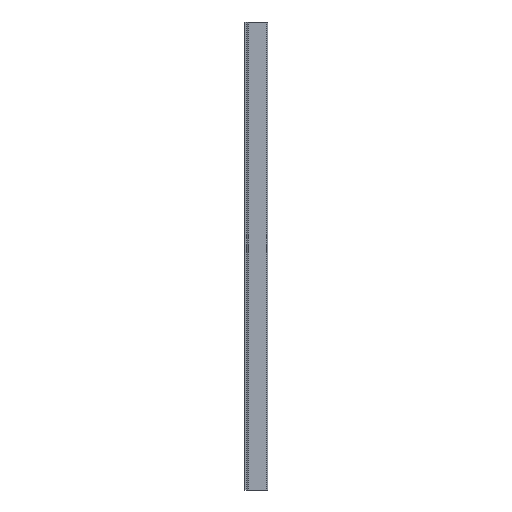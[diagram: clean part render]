
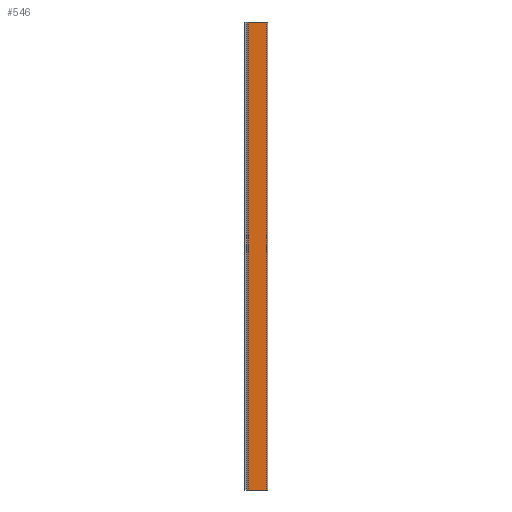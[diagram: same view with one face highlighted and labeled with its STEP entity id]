
A CAD part, left-side view. The second image highlights one B-rep face of the part: STEP entity #546.
In plain terms, the highlighted planar face has unit normal (-1, 0, 0).
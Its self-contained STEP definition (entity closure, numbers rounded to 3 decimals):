
#11 = LINE ( 'NONE', #1050, #710 ) ;
#119 = DIRECTION ( 'NONE',  ( 0., -1., 0. ) ) ;
#166 = CARTESIAN_POINT ( 'NONE',  ( -18.3, 77.675, 0. ) ) ;
#178 = DIRECTION ( 'NONE',  ( 0., 1., 0. ) ) ;
#327 = VERTEX_POINT ( 'NONE', #741 ) ;
#340 = VERTEX_POINT ( 'NONE', #2320 ) ;
#374 = CARTESIAN_POINT ( 'NONE',  ( -18.3, 77.675, 0. ) ) ;
#440 = CARTESIAN_POINT ( 'NONE',  ( -18.3, 35.6, 0. ) ) ;
#546 = ADVANCED_FACE ( 'NONE', ( #2828 ), #1869, .T. ) ;
#572 = VECTOR ( 'NONE', #1094, 1000. ) ;
#576 = VERTEX_POINT ( 'NONE', #2510 ) ;
#671 = DIRECTION ( 'NONE',  ( -1., 0., 0. ) ) ;
#710 = VECTOR ( 'NONE', #178, 1000. ) ;
#741 = CARTESIAN_POINT ( 'NONE',  ( -18.3, -1.5, 0. ) ) ;
#827 = DIRECTION ( 'NONE',  ( 0., 0., 1. ) ) ;
#969 = VECTOR ( 'NONE', #827, 1000. ) ;
#1046 = DIRECTION ( 'NONE',  ( 0., 0., 1. ) ) ;
#1050 = CARTESIAN_POINT ( 'NONE',  ( -18.3, 35.6, 0. ) ) ;
#1094 = DIRECTION ( 'NONE',  ( 0., 0., -1. ) ) ;
#1159 = ORIENTED_EDGE ( 'NONE', *, *, #1629, .T. ) ;
#1177 = LINE ( 'NONE', #166, #572 ) ;
#1255 = VERTEX_POINT ( 'NONE', #374 ) ;
#1262 = LINE ( 'NONE', #2469, #969 ) ;
#1578 = CARTESIAN_POINT ( 'NONE',  ( -18.3, 0., -2000. ) ) ;
#1629 = EDGE_CURVE ( 'NONE', #1255, #576, #1177, .T. ) ;
#1681 = EDGE_CURVE ( 'NONE', #327, #1255, #11, .T. ) ;
#1869 = PLANE ( 'NONE',  #1886 ) ;
#1886 = AXIS2_PLACEMENT_3D ( 'NONE', #440, #671, #1046 ) ;
#2211 = EDGE_LOOP ( 'NONE', ( #2324, #1159, #2919, #2247 ) ) ;
#2247 = ORIENTED_EDGE ( 'NONE', *, *, #2383, .T. ) ;
#2268 = EDGE_CURVE ( 'NONE', #576, #340, #2427, .T. ) ;
#2320 = CARTESIAN_POINT ( 'NONE',  ( -18.3, -1.5, -2000. ) ) ;
#2324 = ORIENTED_EDGE ( 'NONE', *, *, #1681, .T. ) ;
#2383 = EDGE_CURVE ( 'NONE', #340, #327, #1262, .T. ) ;
#2427 = LINE ( 'NONE', #1578, #2465 ) ;
#2465 = VECTOR ( 'NONE', #119, 1000. ) ;
#2469 = CARTESIAN_POINT ( 'NONE',  ( -18.3, -1.5, 0. ) ) ;
#2510 = CARTESIAN_POINT ( 'NONE',  ( -18.3, 77.675, -2000. ) ) ;
#2828 = FACE_OUTER_BOUND ( 'NONE', #2211, .T. ) ;
#2919 = ORIENTED_EDGE ( 'NONE', *, *, #2268, .T. ) ;
